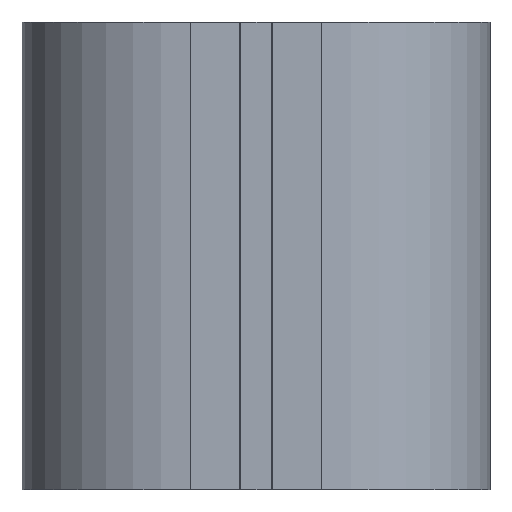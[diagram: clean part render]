
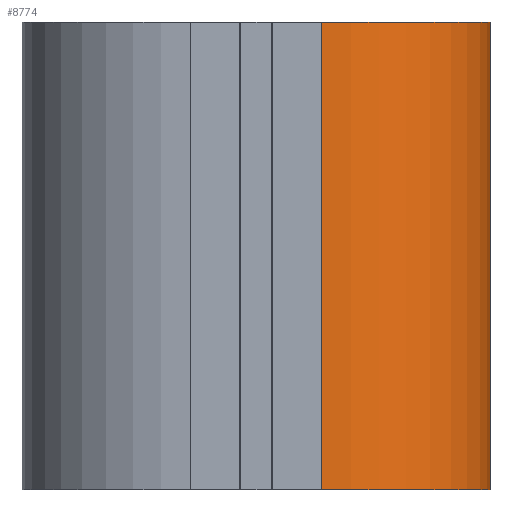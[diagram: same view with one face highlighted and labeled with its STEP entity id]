
A CAD part, front view. The second image highlights one B-rep face of the part: STEP entity #8774.
In plain terms, the highlighted cylindrical face has radius 36 mm (diameter 72 mm), a partial arc.
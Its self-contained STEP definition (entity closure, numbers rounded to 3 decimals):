
#256 = DIRECTION ( 'NONE',  ( 0., 0., 1. ) ) ;
#779 = AXIS2_PLACEMENT_3D ( 'NONE', #1331, #2691, #5453 ) ;
#951 = EDGE_CURVE ( 'NONE', #5348, #7609, #4269, .T. ) ;
#1331 = CARTESIAN_POINT ( 'NONE',  ( 14., -14., 0. ) ) ;
#1369 = CARTESIAN_POINT ( 'NONE',  ( 14., -50., -100. ) ) ;
#1484 = CARTESIAN_POINT ( 'NONE',  ( 50., -14., -100. ) ) ;
#1643 = CARTESIAN_POINT ( 'NONE',  ( 14., -50., -100. ) ) ;
#2035 = FACE_OUTER_BOUND ( 'NONE', #6843, .T. ) ;
#2200 = AXIS2_PLACEMENT_3D ( 'NONE', #2599, #6013, #2558 ) ;
#2294 = CARTESIAN_POINT ( 'NONE',  ( 14., -50., 0. ) ) ;
#2558 = DIRECTION ( 'NONE',  ( 1., 0., 0. ) ) ;
#2580 = DIRECTION ( 'NONE',  ( 0., 0., 1. ) ) ;
#2599 = CARTESIAN_POINT ( 'NONE',  ( 14., -14., -100. ) ) ;
#2691 = DIRECTION ( 'NONE',  ( 0., 0., -1. ) ) ;
#3255 = DIRECTION ( 'NONE',  ( 1., 0., 0. ) ) ;
#3757 = CIRCLE ( 'NONE', #2200, 36. ) ;
#3939 = CYLINDRICAL_SURFACE ( 'NONE', #4503, 36. ) ;
#4118 = ORIENTED_EDGE ( 'NONE', *, *, #8949, .F. ) ;
#4269 = LINE ( 'NONE', #1369, #7940 ) ;
#4503 = AXIS2_PLACEMENT_3D ( 'NONE', #4804, #2580, #3255 ) ;
#4512 = CARTESIAN_POINT ( 'NONE',  ( 50., -14., 0. ) ) ;
#4804 = CARTESIAN_POINT ( 'NONE',  ( 14., -14., -100. ) ) ;
#4989 = DIRECTION ( 'NONE',  ( 0., 0., 1. ) ) ;
#5259 = CIRCLE ( 'NONE', #779, 36. ) ;
#5348 = VERTEX_POINT ( 'NONE', #1643 ) ;
#5453 = DIRECTION ( 'NONE',  ( 1., 0., 0. ) ) ;
#6013 = DIRECTION ( 'NONE',  ( 0., 0., -1. ) ) ;
#6063 = EDGE_CURVE ( 'NONE', #7075, #7746, #7783, .T. ) ;
#6288 = VECTOR ( 'NONE', #256, 1000. ) ;
#6296 = EDGE_CURVE ( 'NONE', #7746, #7609, #5259, .T. ) ;
#6843 = EDGE_LOOP ( 'NONE', ( #8310, #7916, #4118, #7037 ) ) ;
#7037 = ORIENTED_EDGE ( 'NONE', *, *, #6063, .T. ) ;
#7075 = VERTEX_POINT ( 'NONE', #7706 ) ;
#7609 = VERTEX_POINT ( 'NONE', #2294 ) ;
#7706 = CARTESIAN_POINT ( 'NONE',  ( 50., -14., -100. ) ) ;
#7746 = VERTEX_POINT ( 'NONE', #4512 ) ;
#7783 = LINE ( 'NONE', #1484, #6288 ) ;
#7916 = ORIENTED_EDGE ( 'NONE', *, *, #951, .F. ) ;
#7940 = VECTOR ( 'NONE', #4989, 1000. ) ;
#8310 = ORIENTED_EDGE ( 'NONE', *, *, #6296, .T. ) ;
#8774 = ADVANCED_FACE ( 'NONE', ( #2035 ), #3939, .T. ) ;
#8949 = EDGE_CURVE ( 'NONE', #7075, #5348, #3757, .T. ) ;
